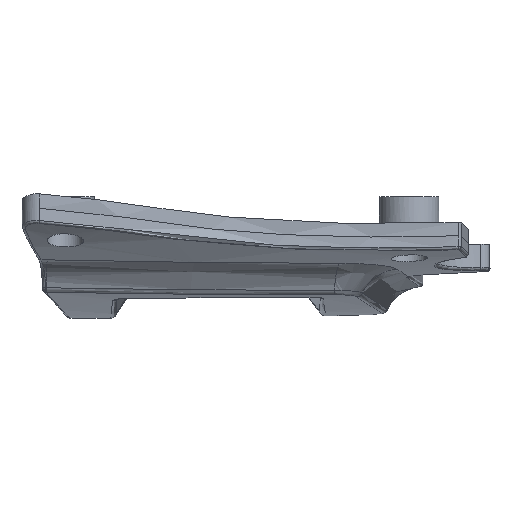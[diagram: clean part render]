
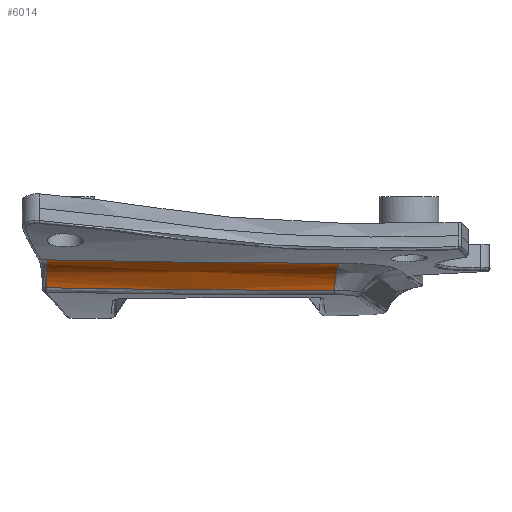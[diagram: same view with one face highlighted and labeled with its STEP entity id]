
A CAD part, left-side view. The second image highlights one B-rep face of the part: STEP entity #6014.
In plain terms, the highlighted free-form (B-spline) face has degree [3, 2] with [6, 3] control points.
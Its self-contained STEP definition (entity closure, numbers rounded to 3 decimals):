
#201=(
BOUNDED_SURFACE()
B_SPLINE_SURFACE(3,2,((#24687,#24688,#24689),(#24690,#24691,#24692),(#24693,
#24694,#24695),(#24696,#24697,#24698),(#24699,#24700,#24701),(#24702,#24703,
#24704)),.UNSPECIFIED.,.F.,.F.,.F.)
B_SPLINE_SURFACE_WITH_KNOTS((4,2,4),(3,3),(0.02,0.043,
0.065),(0.,0.92),.UNSPECIFIED.)
GEOMETRIC_REPRESENTATION_ITEM()
RATIONAL_B_SPLINE_SURFACE(((1.,0.848,0.976),(1.,
0.847,0.976),(1.,0.847,0.975),
(1.,0.846,0.975),(1.,0.845,0.975),
(1.,0.843,0.975)))
REPRESENTATION_ITEM('')
SURFACE()
);
#550=B_SPLINE_CURVE_WITH_KNOTS('',3,(#21518,#21519,#21520,#21521,#21522,
#21523,#21524,#21525,#21526,#21527,#21528,#21529,#21530,#21531,#21532,#21533,
#21534,#21535,#21536,#21537,#21538,#21539,#21540,#21541,#21542,#21543,#21544,
#21545),.UNSPECIFIED.,.F.,.F.,(4,3,3,3,3,3,3,3,3,4),(0.,0.007,
0.011,0.02,0.023,0.023,
0.029,0.035,0.041,0.045),
 .UNSPECIFIED.);
#572=B_SPLINE_CURVE_WITH_KNOTS('',3,(#24408,#24409,#24410,#24411,#24412,
#24413,#24414,#24415,#24416,#24417,#24418,#24419,#24420,#24421,#24422,#24423,
#24424,#24425,#24426,#24427,#24428,#24429,#24430,#24431,#24432),
 .UNSPECIFIED.,.F.,.F.,(4,3,3,3,3,3,3,3,4),(0.,0.006,0.012,
0.019,0.022,0.028,0.034,
0.04,0.045),.UNSPECIFIED.);
#929=FACE_OUTER_BOUND('',#1297,.T.);
#1297=EDGE_LOOP('',(#5097,#5098,#5099,#5100,#5101));
#1644=LINE('',#24344,#1903);
#1903=VECTOR('',#7605,10.);
#2140=CIRCLE('',#6518,6.25);
#2141=CIRCLE('',#6519,6.25);
#2697=VERTEX_POINT('',#21515);
#2698=VERTEX_POINT('',#21517);
#2746=VERTEX_POINT('',#24338);
#2748=VERTEX_POINT('',#24342);
#2754=VERTEX_POINT('',#24406);
#3504=EDGE_CURVE('',#2697,#2698,#550,.T.);
#3585=EDGE_CURVE('',#2746,#2748,#1644,.T.);
#3594=EDGE_CURVE('',#2748,#2754,#572,.T.);
#3604=EDGE_CURVE('',#2754,#2698,#2140,.T.);
#3605=EDGE_CURVE('',#2746,#2697,#2141,.T.);
#5097=ORIENTED_EDGE('',*,*,#3605,.F.);
#5098=ORIENTED_EDGE('',*,*,#3585,.T.);
#5099=ORIENTED_EDGE('',*,*,#3594,.T.);
#5100=ORIENTED_EDGE('',*,*,#3604,.T.);
#5101=ORIENTED_EDGE('',*,*,#3504,.F.);
#6014=ADVANCED_FACE('',(#929),#201,.F.);
#6518=AXIS2_PLACEMENT_3D('',#24686,#7632,#7633);
#6519=AXIS2_PLACEMENT_3D('',#24705,#7634,#7635);
#7605=DIRECTION('',(0.015,-1.,-0.018));
#7632=DIRECTION('center_axis',(0.162,-0.987,-0.002));
#7633=DIRECTION('ref_axis',(0.987,0.162,0.));
#7634=DIRECTION('center_axis',(0.016,-1.,-0.021));
#7635=DIRECTION('ref_axis',(0.,-0.021,1.));
#21515=CARTESIAN_POINT('',(-359.79,162.021,-16.749));
#21517=CARTESIAN_POINT('',(-356.074,116.82,-17.284));
#21518=CARTESIAN_POINT('Ctrl Pts',(-359.79,162.021,-16.749));
#21519=CARTESIAN_POINT('Ctrl Pts',(-359.763,159.814,-16.795));
#21520=CARTESIAN_POINT('Ctrl Pts',(-359.713,157.608,-16.838));
#21521=CARTESIAN_POINT('Ctrl Pts',(-359.642,155.402,-16.879));
#21522=CARTESIAN_POINT('Ctrl Pts',(-359.591,153.828,-16.909));
#21523=CARTESIAN_POINT('Ctrl Pts',(-359.528,152.254,-16.937));
#21524=CARTESIAN_POINT('Ctrl Pts',(-359.454,150.681,-16.963));
#21525=CARTESIAN_POINT('Ctrl Pts',(-359.326,147.95,-17.01));
#21526=CARTESIAN_POINT('Ctrl Pts',(-359.164,145.22,-17.052));
#21527=CARTESIAN_POINT('Ctrl Pts',(-358.967,142.493,-17.09));
#21528=CARTESIAN_POINT('Ctrl Pts',(-358.891,141.447,-17.105));
#21529=CARTESIAN_POINT('Ctrl Pts',(-358.811,140.402,-17.118));
#21530=CARTESIAN_POINT('Ctrl Pts',(-358.725,139.357,-17.132));
#21531=CARTESIAN_POINT('Ctrl Pts',(-358.724,139.352,-17.132));
#21532=CARTESIAN_POINT('Ctrl Pts',(-358.724,139.347,-17.132));
#21533=CARTESIAN_POINT('Ctrl Pts',(-358.724,139.342,-17.132));
#21534=CARTESIAN_POINT('Ctrl Pts',(-358.555,137.281,-17.158));
#21535=CARTESIAN_POINT('Ctrl Pts',(-358.366,135.221,-17.181));
#21536=CARTESIAN_POINT('Ctrl Pts',(-358.157,133.164,-17.2));
#21537=CARTESIAN_POINT('Ctrl Pts',(-357.949,131.116,-17.22));
#21538=CARTESIAN_POINT('Ctrl Pts',(-357.722,129.071,-17.237));
#21539=CARTESIAN_POINT('Ctrl Pts',(-357.475,127.028,-17.25));
#21540=CARTESIAN_POINT('Ctrl Pts',(-357.231,125.01,-17.262));
#21541=CARTESIAN_POINT('Ctrl Pts',(-356.968,122.993,-17.272));
#21542=CARTESIAN_POINT('Ctrl Pts',(-356.686,120.979,-17.278));
#21543=CARTESIAN_POINT('Ctrl Pts',(-356.491,119.592,-17.282));
#21544=CARTESIAN_POINT('Ctrl Pts',(-356.287,118.205,-17.284));
#21545=CARTESIAN_POINT('Ctrl Pts',(-356.074,116.82,-17.284));
#24338=CARTESIAN_POINT('',(-355.115,162.186,-21.064));
#24342=CARTESIAN_POINT('',(-355.114,162.179,-21.064));
#24344=CARTESIAN_POINT('',(-355.115,162.186,-21.064));
#24406=CARTESIAN_POINT('',(-351.186,117.629,-21.456));
#24408=CARTESIAN_POINT('Ctrl Pts',(-355.114,162.179,-21.064));
#24409=CARTESIAN_POINT('Ctrl Pts',(-355.084,160.106,-21.103));
#24410=CARTESIAN_POINT('Ctrl Pts',(-355.033,158.034,-21.138));
#24411=CARTESIAN_POINT('Ctrl Pts',(-354.96,155.963,-21.171));
#24412=CARTESIAN_POINT('Ctrl Pts',(-354.887,153.892,-21.204));
#24413=CARTESIAN_POINT('Ctrl Pts',(-354.794,151.822,-21.234));
#24414=CARTESIAN_POINT('Ctrl Pts',(-354.679,149.754,-21.261));
#24415=CARTESIAN_POINT('Ctrl Pts',(-354.565,147.686,-21.289));
#24416=CARTESIAN_POINT('Ctrl Pts',(-354.429,145.62,-21.313));
#24417=CARTESIAN_POINT('Ctrl Pts',(-354.273,143.556,-21.335));
#24418=CARTESIAN_POINT('Ctrl Pts',(-354.179,142.316,-21.348));
#24419=CARTESIAN_POINT('Ctrl Pts',(-354.077,141.077,-21.36));
#24420=CARTESIAN_POINT('Ctrl Pts',(-353.968,139.839,-21.371));
#24421=CARTESIAN_POINT('Ctrl Pts',(-353.795,137.878,-21.389));
#24422=CARTESIAN_POINT('Ctrl Pts',(-353.604,135.92,-21.403));
#24423=CARTESIAN_POINT('Ctrl Pts',(-353.393,133.964,-21.416));
#24424=CARTESIAN_POINT('Ctrl Pts',(-353.182,132.002,-21.428));
#24425=CARTESIAN_POINT('Ctrl Pts',(-352.951,130.042,-21.437));
#24426=CARTESIAN_POINT('Ctrl Pts',(-352.702,128.084,-21.444));
#24427=CARTESIAN_POINT('Ctrl Pts',(-352.453,126.132,-21.451));
#24428=CARTESIAN_POINT('Ctrl Pts',(-352.186,124.181,-21.456));
#24429=CARTESIAN_POINT('Ctrl Pts',(-351.899,122.233,-21.457));
#24430=CARTESIAN_POINT('Ctrl Pts',(-351.673,120.697,-21.459));
#24431=CARTESIAN_POINT('Ctrl Pts',(-351.435,119.162,-21.458));
#24432=CARTESIAN_POINT('Ctrl Pts',(-351.186,117.629,-21.456));
#24686=CARTESIAN_POINT('Origin',(-357.029,116.675,-23.459));
#24687=CARTESIAN_POINT('Ctrl Pts',(-359.79,162.021,-16.749));
#24688=CARTESIAN_POINT('Ctrl Pts',(-356.133,162.095,-17.533));
#24689=CARTESIAN_POINT('Ctrl Pts',(-355.097,162.188,-21.125));
#24690=CARTESIAN_POINT('Ctrl Pts',(-359.697,154.455,-16.905));
#24691=CARTESIAN_POINT('Ctrl Pts',(-356.038,154.617,-17.672));
#24692=CARTESIAN_POINT('Ctrl Pts',(-354.987,154.729,-21.261));
#24693=CARTESIAN_POINT('Ctrl Pts',(-359.343,146.887,-17.037));
#24694=CARTESIAN_POINT('Ctrl Pts',(-355.678,147.132,-17.777));
#24695=CARTESIAN_POINT('Ctrl Pts',(-354.605,147.267,-21.362));
#24696=CARTESIAN_POINT('Ctrl Pts',(-358.105,131.797,-17.226));
#24697=CARTESIAN_POINT('Ctrl Pts',(-354.423,132.22,-17.897));
#24698=CARTESIAN_POINT('Ctrl Pts',(-353.296,132.393,-21.486));
#24699=CARTESIAN_POINT('Ctrl Pts',(-357.221,124.274,-17.282));
#24700=CARTESIAN_POINT('Ctrl Pts',(-353.522,124.774,-17.912));
#24701=CARTESIAN_POINT('Ctrl Pts',(-352.367,124.975,-21.51));
#24702=CARTESIAN_POINT('Ctrl Pts',(-356.074,116.82,-17.284));
#24703=CARTESIAN_POINT('Ctrl Pts',(-352.355,117.431,-17.873));
#24704=CARTESIAN_POINT('Ctrl Pts',(-351.173,117.631,-21.495));
#24705=CARTESIAN_POINT('Origin',(-361.101,162.131,-22.859));
